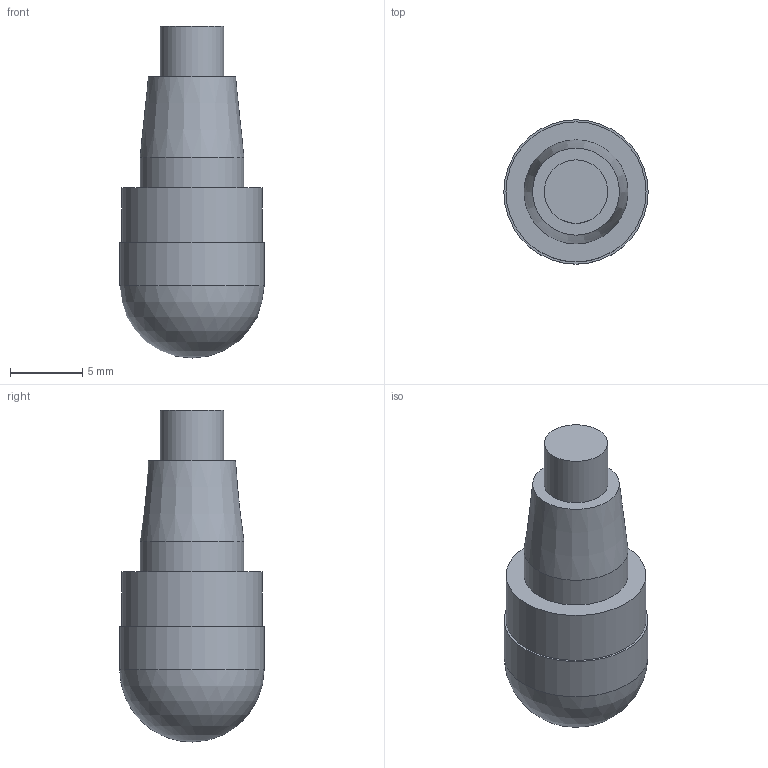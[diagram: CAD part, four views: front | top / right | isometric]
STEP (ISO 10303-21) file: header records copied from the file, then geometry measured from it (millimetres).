
FILE_DESCRIPTION(/* description */ (''),/* implementation_level */ '2;1');
FILE_NAME(/* name */ 'XVB510E10100D1BZ2_Basic.stp',/* time_stamp */ '2022-07-20T16:09:32+06:00',/* author */ (''),/* organization */ (''),/* preprocessor_version */ 'ST-DEVELOPER v16.7',/* originating_system */ 'SIEMENS PLM Software NX 12.0',/* authorisation */ '');
FILE_SCHEMA (('AUTOMOTIVE_DESIGN { 1 0 10303 214 3 1 1 1 }'));
Length unit declared in the file: millimetre
Products named in the file (1): inco1898A528aujg
Bounding box: 10 x 10 x 23 mm (x, y, z)
Volume: 1109.7 mm3; surface area: 794.1 mm2
Topology: 2 solids, 2 shells, 11 faces, 18 edges, 13 vertices
Faces by surface type: plane 5, cylinder 4, sphere 1, cone 1
Full cylindrical faces by diameter (mm): 4.4 x1, 7.2 x1, 9.7 x1, 10 x1
Entity records: 297 total; most frequent: DIRECTION 48, CARTESIAN_POINT 47, AXIS2_PLACEMENT_3D 24, EDGE_LOOP 18, ORIENTED_EDGE 18, FACE_BOUND 14, ADVANCED_FACE 11, VERTEX_POINT 9
